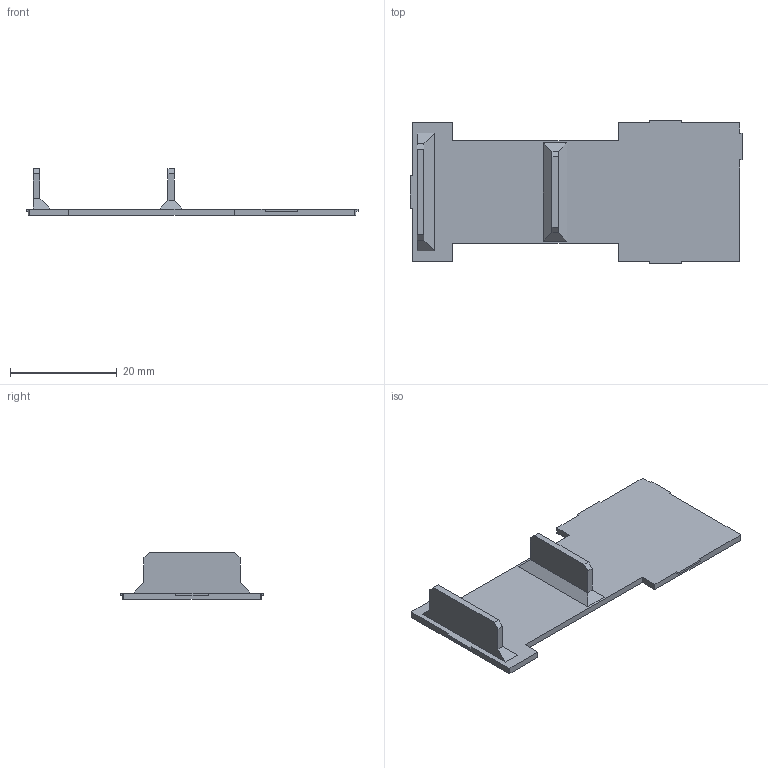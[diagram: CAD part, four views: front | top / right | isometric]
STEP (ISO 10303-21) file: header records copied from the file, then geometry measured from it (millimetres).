
FILE_DESCRIPTION(/* description */ (''),/* implementation_level */ '2;1');
FILE_NAME(/* name */ 'Bottom_01.stp',/* time_stamp */ '2022-10-01T19:31:51+02:00',/* author */ ('Magor'),/* organization */ (''),/* preprocessor_version */ 'ST-DEVELOPER v18',/* originating_system */ 'Autodesk Inventor 2020',/* authorisation */ '');
FILE_SCHEMA (('AUTOMOTIVE_DESIGN { 1 0 10303 214 3 1 1 }'));
Length unit declared in the file: millimetre
Products named in the file (1): Bottom_01
Bounding box: 62.2 x 26.8 x 8.8 mm (x, y, z)
Volume: 2060.3 mm3; surface area: 3507.7 mm2
Topology: 1 solids, 1 shells, 55 faces, 147 edges, 96 vertices
Faces by surface type: plane 51, cylinder 4
Entity records: 1722 total; most frequent: CARTESIAN_POINT 299, ORIENTED_EDGE 294, DIRECTION 267, EDGE_CURVE 147, LINE 139, VECTOR 139, VERTEX_POINT 96, AXIS2_PLACEMENT_3D 64
